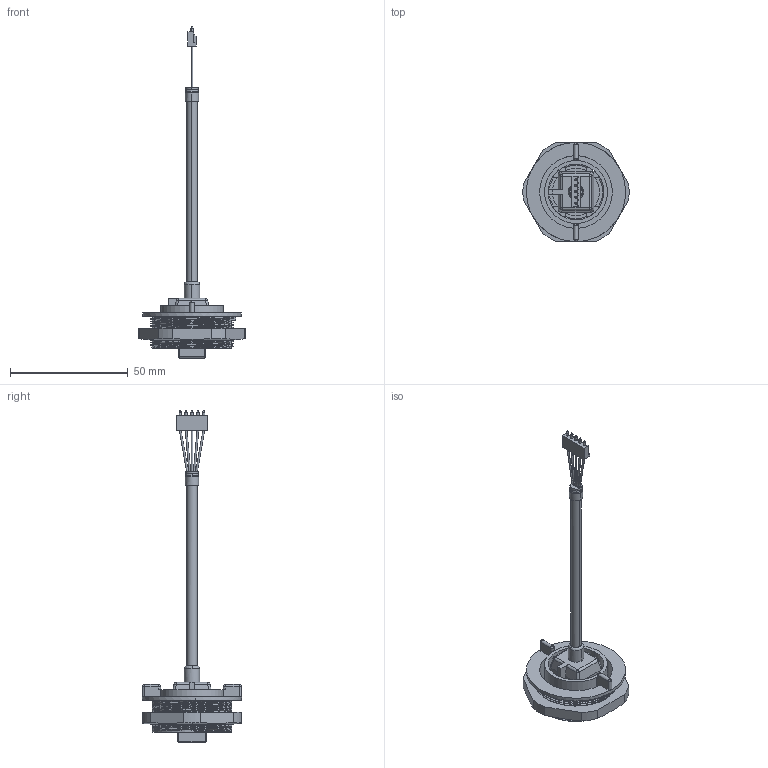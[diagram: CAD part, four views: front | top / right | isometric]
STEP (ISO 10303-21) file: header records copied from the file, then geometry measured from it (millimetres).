
FILE_DESCRIPTION(('STEP AP242'),'1');
FILE_NAME('px0849-b.stp','2024-01-26T05:35:41',('TraceParts'),('TraceParts S.A.'),'Spatial InterOp 3D',' ',' ');
FILE_SCHEMA(('AP242_MANAGED_MODEL_BASED_3D_ENGINEERING_MIM_LF {1 0 10303 442 1 1 4}'));
Length unit declared in the file: millimetre
Products named in the file (1): px0849-b_1
Bounding box: 45 x 42 x 140.75 mm (x, y, z)
Volume: 15692.1 mm3; surface area: 15838.5 mm2
Topology: 2 solids, 2 shells, 558 faces, 1638 edges, 1068 vertices
Faces by surface type: plane 230, cylinder 174, bspline 140, cone 14
Entity records: 42013 total; most frequent: CARTESIAN_POINT 25004, ORIENTED_EDGE 3238, DIRECTION 2351, EDGE_CURVE 1619, VERTEX_POINT 1068, AXIS2_PLACEMENT_3D 810, LINE 731, VECTOR 731
